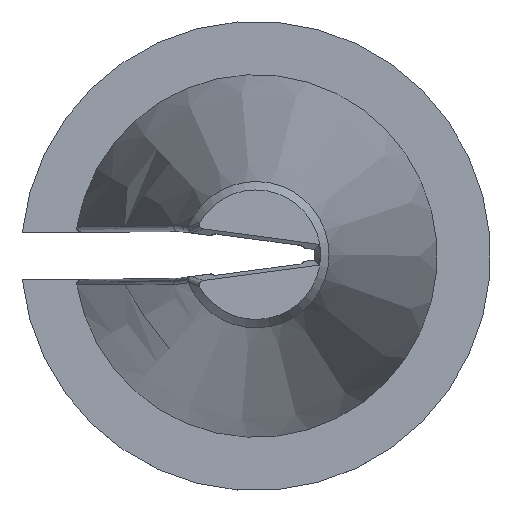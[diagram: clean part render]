
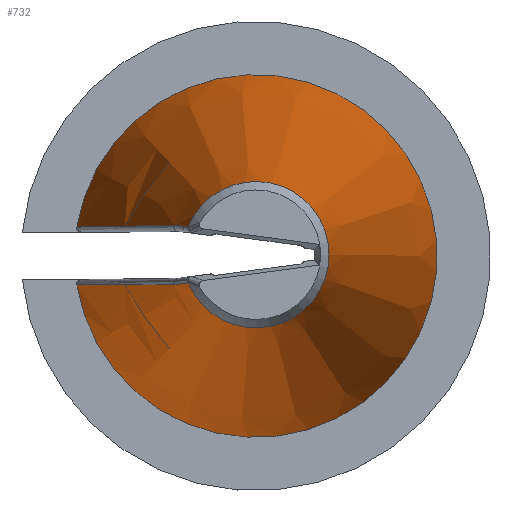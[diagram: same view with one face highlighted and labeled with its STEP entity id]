
A CAD part, top view. The second image highlights one B-rep face of the part: STEP entity #732.
In plain terms, the highlighted conical face has half-angle 8.531 degrees and reference radius 24.765 mm.
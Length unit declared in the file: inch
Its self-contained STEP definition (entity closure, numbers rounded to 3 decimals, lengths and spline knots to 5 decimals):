
#19=CONICAL_SURFACE('',#785,0.975,0.149);
#86=FACE_OUTER_BOUND('',#126,.T.);
#126=EDGE_LOOP('',(#572,#573,#574,#575,#576,#577));
#158=CIRCLE('',#784,0.38983);
#159=CIRCLE('',#786,0.96563);
#211=B_SPLINE_CURVE_WITH_KNOTS('',3,(#1510,#1511,#1512,#1513),
 .UNSPECIFIED.,.F.,.F.,(4,4),(-1.22767,0.02783),
 .UNSPECIFIED.);
#217=B_SPLINE_CURVE_WITH_KNOTS('',3,(#1620,#1621,#1622,#1623,#1624),
 .UNSPECIFIED.,.F.,.F.,(4,1,4),(-9.9314,-6.24152,-1.32142),
 .UNSPECIFIED.);
#222=B_SPLINE_CURVE_WITH_KNOTS('',3,(#1706,#1707,#1708,#1709),
 .UNSPECIFIED.,.F.,.F.,(4,4),(-0.02783,1.22767),
 .UNSPECIFIED.);
#223=B_SPLINE_CURVE_WITH_KNOTS('',3,(#1713,#1714,#1715,#1716,#1717),
 .UNSPECIFIED.,.F.,.F.,(4,1,4),(-8.82568,-3.9056,-0.2157),
 .UNSPECIFIED.);
#311=VERTEX_POINT('',#1426);
#312=VERTEX_POINT('',#1431);
#315=VERTEX_POINT('',#1509);
#319=VERTEX_POINT('',#1587);
#320=VERTEX_POINT('',#1619);
#323=VERTEX_POINT('',#1711);
#406=EDGE_CURVE('',#311,#312,#158,.T.);
#411=EDGE_CURVE('',#312,#315,#211,.T.);
#417=EDGE_CURVE('',#319,#320,#217,.T.);
#422=EDGE_CURVE('',#320,#311,#222,.T.);
#423=EDGE_CURVE('',#323,#319,#159,.T.);
#424=EDGE_CURVE('',#315,#323,#223,.T.);
#572=ORIENTED_EDGE('',*,*,#422,.F.);
#573=ORIENTED_EDGE('',*,*,#417,.F.);
#574=ORIENTED_EDGE('',*,*,#423,.F.);
#575=ORIENTED_EDGE('',*,*,#424,.F.);
#576=ORIENTED_EDGE('',*,*,#411,.F.);
#577=ORIENTED_EDGE('',*,*,#406,.F.);
#732=ADVANCED_FACE('',(#86),#19,.T.);
#784=AXIS2_PLACEMENT_3D('',#1432,#837,#838);
#785=AXIS2_PLACEMENT_3D('',#1710,#839,#840);
#786=AXIS2_PLACEMENT_3D('',#1712,#841,#842);
#837=DIRECTION('center_axis',(0.,0.,1.));
#838=DIRECTION('ref_axis',(1.,0.,0.));
#839=DIRECTION('center_axis',(0.,0.,-1.));
#840=DIRECTION('ref_axis',(1.,0.,0.));
#841=DIRECTION('center_axis',(0.,0.,-1.));
#842=DIRECTION('ref_axis',(1.,0.,0.));
#1426=CARTESIAN_POINT('',(-0.36003,-0.14949,3.90111));
#1431=CARTESIAN_POINT('',(-0.36003,0.14949,3.90111));
#1432=CARTESIAN_POINT('Origin',(0.,0.,3.90111));
#1509=CARTESIAN_POINT('',(-0.43516,0.15846,3.4126));
#1510=CARTESIAN_POINT('Ctrl Pts',(-0.36003,0.14949,
3.90111));
#1511=CARTESIAN_POINT('Ctrl Pts',(-0.38525,0.15243,
3.73829));
#1512=CARTESIAN_POINT('Ctrl Pts',(-0.41026,0.15543,
3.57545));
#1513=CARTESIAN_POINT('Ctrl Pts',(-0.43516,0.15846,
3.4126));
#1587=CARTESIAN_POINT('',(-0.95328,-0.15394,0.0625));
#1619=CARTESIAN_POINT('',(-0.43516,-0.15846,3.4126));
#1620=CARTESIAN_POINT('Ctrl Pts',(-0.95328,-0.15394,
0.0625));
#1621=CARTESIAN_POINT('Ctrl Pts',(-0.88049,-0.15424,
0.54124));
#1622=CARTESIAN_POINT('Ctrl Pts',(-0.70989,-0.15515,
1.65824));
#1623=CARTESIAN_POINT('Ctrl Pts',(-0.53761,-0.15661,
2.77499));
#1624=CARTESIAN_POINT('Ctrl Pts',(-0.43516,-0.15846,
3.4126));
#1706=CARTESIAN_POINT('Ctrl Pts',(-0.43516,-0.15846,
3.4126));
#1707=CARTESIAN_POINT('Ctrl Pts',(-0.41026,-0.15543,
3.57545));
#1708=CARTESIAN_POINT('Ctrl Pts',(-0.38525,-0.15243,
3.73829));
#1709=CARTESIAN_POINT('Ctrl Pts',(-0.36003,-0.14949,
3.90111));
#1710=CARTESIAN_POINT('Origin',(0.,0.,0.));
#1711=CARTESIAN_POINT('',(-0.95328,0.15394,0.0625));
#1712=CARTESIAN_POINT('Origin',(0.,0.,0.0625));
#1713=CARTESIAN_POINT('Ctrl Pts',(-0.43516,0.15846,
3.4126));
#1714=CARTESIAN_POINT('Ctrl Pts',(-0.53761,0.15661,2.77499));
#1715=CARTESIAN_POINT('Ctrl Pts',(-0.70989,0.15515,
1.65824));
#1716=CARTESIAN_POINT('Ctrl Pts',(-0.88048,0.15424,
0.54124));
#1717=CARTESIAN_POINT('Ctrl Pts',(-0.95328,0.15394,
0.0625));
